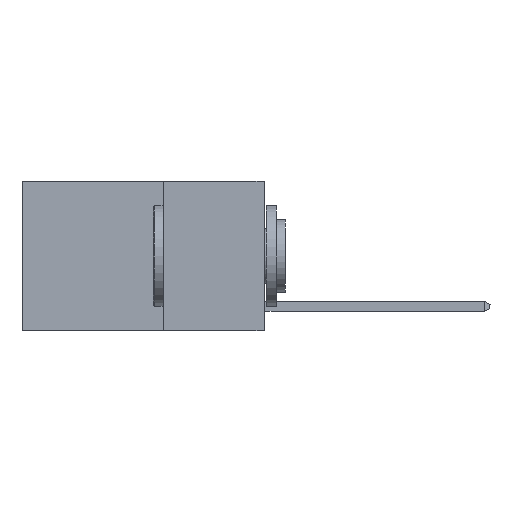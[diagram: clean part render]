
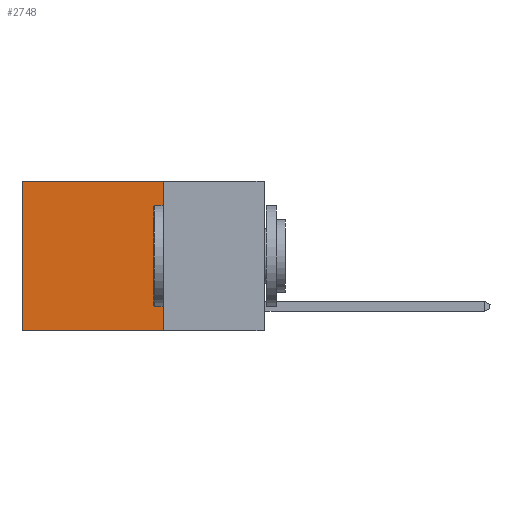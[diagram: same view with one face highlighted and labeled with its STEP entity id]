
A CAD part, left-side view. The second image highlights one B-rep face of the part: STEP entity #2748.
In plain terms, the highlighted planar face has unit normal (-1, 0, 0).
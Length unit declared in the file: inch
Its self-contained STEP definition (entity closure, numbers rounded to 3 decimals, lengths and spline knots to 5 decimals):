
#109 = CARTESIAN_POINT ( 'NONE',  ( 0.2625, 0.25, 0. ) ) ;
#674 = ORIENTED_EDGE ( 'NONE', *, *, #22186, .T. ) ;
#2027 = VERTEX_POINT ( 'NONE', #26954 ) ;
#2748 = ADVANCED_FACE ( 'NONE', ( #8866 ), #24267, .F. ) ;
#3116 = EDGE_LOOP ( 'NONE', ( #15642, #10434, #22869, #674 ) ) ;
#3781 = LINE ( 'NONE', #5837, #19679 ) ;
#4017 = CARTESIAN_POINT ( 'NONE',  ( 0.2625, 0.6, 0. ) ) ;
#4464 = LINE ( 'NONE', #109, #26648 ) ;
#5837 = CARTESIAN_POINT ( 'NONE',  ( 0.2625, 0.25, -0.37 ) ) ;
#8425 = VERTEX_POINT ( 'NONE', #18176 ) ;
#8660 = DIRECTION ( 'NONE',  ( 0., 1., 0. ) ) ;
#8866 = FACE_OUTER_BOUND ( 'NONE', #3116, .T. ) ;
#9392 = DIRECTION ( 'NONE',  ( 0., 0., -1. ) ) ;
#10133 = VERTEX_POINT ( 'NONE', #21263 ) ;
#10434 = ORIENTED_EDGE ( 'NONE', *, *, #13084, .F. ) ;
#11759 = CARTESIAN_POINT ( 'NONE',  ( 0.2625, 0.25, 0. ) ) ;
#11882 = LINE ( 'NONE', #11759, #14718 ) ;
#12297 = DIRECTION ( 'NONE',  ( 0., 1., 0. ) ) ;
#13084 = EDGE_CURVE ( 'NONE', #8425, #2027, #3781, .T. ) ;
#13239 = DIRECTION ( 'NONE',  ( 1., 0., 0. ) ) ;
#13270 = VERTEX_POINT ( 'NONE', #17347 ) ;
#14718 = VECTOR ( 'NONE', #9392, 39.37008 ) ;
#15642 = ORIENTED_EDGE ( 'NONE', *, *, #27094, .T. ) ;
#16991 = LINE ( 'NONE', #4017, #18330 ) ;
#17347 = CARTESIAN_POINT ( 'NONE',  ( 0.2625, 0.25, 0. ) ) ;
#18176 = CARTESIAN_POINT ( 'NONE',  ( 0.2625, 0.25, -0.37 ) ) ;
#18330 = VECTOR ( 'NONE', #21205, 39.37008 ) ;
#19679 = VECTOR ( 'NONE', #12297, 39.37008 ) ;
#19786 = DIRECTION ( 'NONE',  ( 0., 0., -1. ) ) ;
#21205 = DIRECTION ( 'NONE',  ( 0., 0., -1. ) ) ;
#21263 = CARTESIAN_POINT ( 'NONE',  ( 0.2625, 0.6, 0. ) ) ;
#22028 = CARTESIAN_POINT ( 'NONE',  ( 0.2625, 0.25, 0. ) ) ;
#22186 = EDGE_CURVE ( 'NONE', #13270, #10133, #4464, .T. ) ;
#22869 = ORIENTED_EDGE ( 'NONE', *, *, #23836, .F. ) ;
#23836 = EDGE_CURVE ( 'NONE', #13270, #8425, #11882, .T. ) ;
#24267 = PLANE ( 'NONE',  #26941 ) ;
#26648 = VECTOR ( 'NONE', #8660, 39.37008 ) ;
#26941 = AXIS2_PLACEMENT_3D ( 'NONE', #22028, #13239, #19786 ) ;
#26954 = CARTESIAN_POINT ( 'NONE',  ( 0.2625, 0.6, -0.37 ) ) ;
#27094 = EDGE_CURVE ( 'NONE', #10133, #2027, #16991, .T. ) ;
